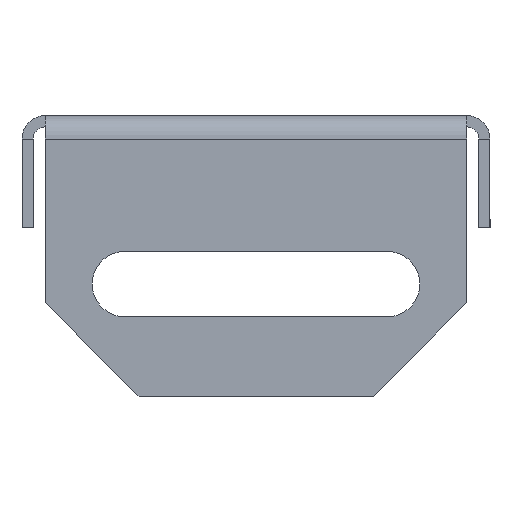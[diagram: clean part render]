
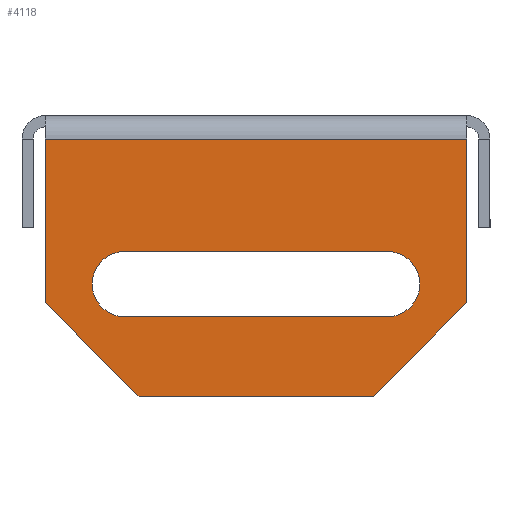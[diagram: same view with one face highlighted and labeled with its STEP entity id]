
A CAD part, left-side view. The second image highlights one B-rep face of the part: STEP entity #4118.
In plain terms, the highlighted planar face has unit normal (-1, 0, 0).
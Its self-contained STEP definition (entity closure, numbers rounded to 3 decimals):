
#66 = EDGE_LOOP ( 'NONE', ( #2201, #151, #8116, #5841 ) ) ;
#90 = DIRECTION ( 'NONE',  ( -1., 0., 0. ) ) ;
#128 = EDGE_CURVE ( 'NONE', #4996, #2728, #7737, .T. ) ;
#151 = ORIENTED_EDGE ( 'NONE', *, *, #2360, .F. ) ;
#313 = DIRECTION ( 'NONE',  ( 0., -0.707, 0.707 ) ) ;
#348 = DIRECTION ( 'NONE',  ( 0., 0., 1. ) ) ;
#572 = VECTOR ( 'NONE', #4847, 1000. ) ;
#706 = CARTESIAN_POINT ( 'NONE',  ( -184., 22.5, -2.5 ) ) ;
#822 = DIRECTION ( 'NONE',  ( 0., -0.707, -0.707 ) ) ;
#1149 = AXIS2_PLACEMENT_3D ( 'NONE', #6920, #90, #5529 ) ;
#1364 = CARTESIAN_POINT ( 'NONE',  ( -184., 12.5, -30. ) ) ;
#1643 = DIRECTION ( 'NONE',  ( 0., 0., -1. ) ) ;
#1856 = VECTOR ( 'NONE', #7382, 1000. ) ;
#1859 = CARTESIAN_POINT ( 'NONE',  ( -184., -22.5, -20. ) ) ;
#1910 = EDGE_CURVE ( 'NONE', #6274, #2266, #6412, .T. ) ;
#2064 = VERTEX_POINT ( 'NONE', #5443 ) ;
#2201 = ORIENTED_EDGE ( 'NONE', *, *, #4052, .F. ) ;
#2266 = VERTEX_POINT ( 'NONE', #3347 ) ;
#2267 = CIRCLE ( 'NONE', #1149, 3.5 ) ;
#2275 = VERTEX_POINT ( 'NONE', #5223 ) ;
#2304 = DIRECTION ( 'NONE',  ( -1., 0., 0. ) ) ;
#2360 = EDGE_CURVE ( 'NONE', #6968, #7154, #2267, .T. ) ;
#2694 = VECTOR ( 'NONE', #313, 1000. ) ;
#2728 = VERTEX_POINT ( 'NONE', #7167 ) ;
#2756 = ORIENTED_EDGE ( 'NONE', *, *, #1910, .T. ) ;
#2800 = VECTOR ( 'NONE', #4010, 1000. ) ;
#3247 = VECTOR ( 'NONE', #4535, 1000. ) ;
#3285 = DIRECTION ( 'NONE',  ( 0., -1., 0. ) ) ;
#3347 = CARTESIAN_POINT ( 'NONE',  ( -184., 22.5, -20. ) ) ;
#3490 = AXIS2_PLACEMENT_3D ( 'NONE', #6326, #7536, #1643 ) ;
#3523 = AXIS2_PLACEMENT_3D ( 'NONE', #6386, #2304, #348 ) ;
#3560 = EDGE_CURVE ( 'NONE', #2266, #6233, #7468, .T. ) ;
#3764 = ORIENTED_EDGE ( 'NONE', *, *, #5592, .T. ) ;
#3914 = LINE ( 'NONE', #6577, #3247 ) ;
#3952 = CARTESIAN_POINT ( 'NONE',  ( -184., -22.5, 0. ) ) ;
#4010 = DIRECTION ( 'NONE',  ( 0., 0., -1. ) ) ;
#4052 = EDGE_CURVE ( 'NONE', #7154, #2275, #4244, .T. ) ;
#4118 = ADVANCED_FACE ( 'NONE', ( #4888, #4155 ), #5584, .F. ) ;
#4155 = FACE_OUTER_BOUND ( 'NONE', #7122, .T. ) ;
#4244 = LINE ( 'NONE', #5680, #572 ) ;
#4257 = ORIENTED_EDGE ( 'NONE', *, *, #6430, .T. ) ;
#4389 = VECTOR ( 'NONE', #5302, 1000. ) ;
#4482 = LINE ( 'NONE', #7089, #2694 ) ;
#4535 = DIRECTION ( 'NONE',  ( 0., 1., 0. ) ) ;
#4540 = ORIENTED_EDGE ( 'NONE', *, *, #7445, .F. ) ;
#4798 = VECTOR ( 'NONE', #3285, 1000. ) ;
#4847 = DIRECTION ( 'NONE',  ( 0., -1., 0. ) ) ;
#4888 = FACE_BOUND ( 'NONE', #66, .T. ) ;
#4996 = VERTEX_POINT ( 'NONE', #1859 ) ;
#5146 = LINE ( 'NONE', #7193, #4798 ) ;
#5223 = CARTESIAN_POINT ( 'NONE',  ( -184., -14., -21.5 ) ) ;
#5302 = DIRECTION ( 'NONE',  ( 0., 0., 1. ) ) ;
#5308 = ORIENTED_EDGE ( 'NONE', *, *, #128, .T. ) ;
#5443 = CARTESIAN_POINT ( 'NONE',  ( -184., -12.5, -30. ) ) ;
#5527 = CARTESIAN_POINT ( 'NONE',  ( -184., 0., -30. ) ) ;
#5529 = DIRECTION ( 'NONE',  ( 0., 0., 1. ) ) ;
#5584 = PLANE ( 'NONE',  #3490 ) ;
#5592 = EDGE_CURVE ( 'NONE', #6233, #2064, #6162, .T. ) ;
#5657 = CARTESIAN_POINT ( 'NONE',  ( -184., 14., -14.5 ) ) ;
#5675 = EDGE_CURVE ( 'NONE', #2275, #7470, #8509, .T. ) ;
#5680 = CARTESIAN_POINT ( 'NONE',  ( -184., 14., -21.5 ) ) ;
#5841 = ORIENTED_EDGE ( 'NONE', *, *, #5675, .F. ) ;
#5934 = CARTESIAN_POINT ( 'NONE',  ( -184., -14., -14.5 ) ) ;
#6162 = LINE ( 'NONE', #5527, #1856 ) ;
#6196 = EDGE_CURVE ( 'NONE', #7470, #6968, #3914, .T. ) ;
#6233 = VERTEX_POINT ( 'NONE', #1364 ) ;
#6274 = VERTEX_POINT ( 'NONE', #706 ) ;
#6311 = VECTOR ( 'NONE', #822, 1000. ) ;
#6326 = CARTESIAN_POINT ( 'NONE',  ( -184., 0., 0. ) ) ;
#6386 = CARTESIAN_POINT ( 'NONE',  ( -184., -14., -18. ) ) ;
#6412 = LINE ( 'NONE', #8412, #2800 ) ;
#6430 = EDGE_CURVE ( 'NONE', #2064, #4996, #4482, .T. ) ;
#6577 = CARTESIAN_POINT ( 'NONE',  ( -184., 14., -14.5 ) ) ;
#6687 = CARTESIAN_POINT ( 'NONE',  ( -184., 12.5, -30. ) ) ;
#6920 = CARTESIAN_POINT ( 'NONE',  ( -184., 14., -18. ) ) ;
#6968 = VERTEX_POINT ( 'NONE', #5657 ) ;
#7089 = CARTESIAN_POINT ( 'NONE',  ( -184., -22.5, -20. ) ) ;
#7122 = EDGE_LOOP ( 'NONE', ( #3764, #4257, #5308, #4540, #2756, #7386 ) ) ;
#7154 = VERTEX_POINT ( 'NONE', #7291 ) ;
#7167 = CARTESIAN_POINT ( 'NONE',  ( -184., -22.5, -2.5 ) ) ;
#7193 = CARTESIAN_POINT ( 'NONE',  ( -184., -22.5, -2.5 ) ) ;
#7291 = CARTESIAN_POINT ( 'NONE',  ( -184., 14., -21.5 ) ) ;
#7382 = DIRECTION ( 'NONE',  ( 0., -1., 0. ) ) ;
#7386 = ORIENTED_EDGE ( 'NONE', *, *, #3560, .T. ) ;
#7445 = EDGE_CURVE ( 'NONE', #6274, #2728, #5146, .T. ) ;
#7468 = LINE ( 'NONE', #6687, #6311 ) ;
#7470 = VERTEX_POINT ( 'NONE', #5934 ) ;
#7536 = DIRECTION ( 'NONE',  ( 1., 0., 0. ) ) ;
#7737 = LINE ( 'NONE', #3952, #4389 ) ;
#8116 = ORIENTED_EDGE ( 'NONE', *, *, #6196, .F. ) ;
#8412 = CARTESIAN_POINT ( 'NONE',  ( -184., 22.5, 0. ) ) ;
#8509 = CIRCLE ( 'NONE', #3523, 3.5 ) ;
